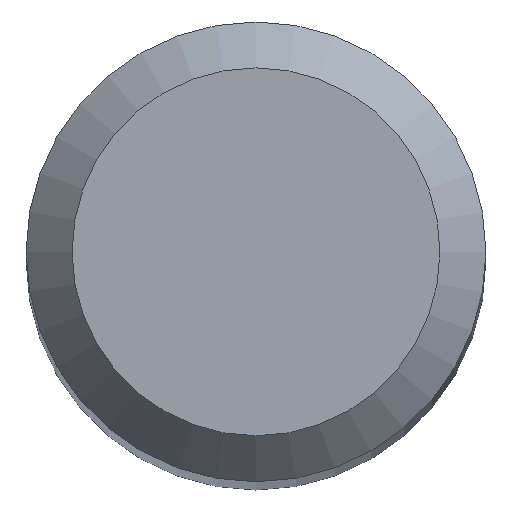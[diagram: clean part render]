
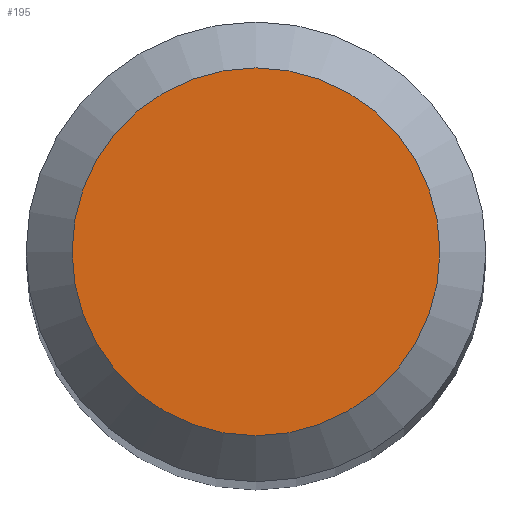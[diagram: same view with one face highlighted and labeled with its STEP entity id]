
A CAD part, top view. The second image highlights one B-rep face of the part: STEP entity #195.
In plain terms, the highlighted planar face has unit normal (0, 0, 1).
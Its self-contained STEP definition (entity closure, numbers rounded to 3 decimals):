
#19 = CARTESIAN_POINT ( 'NONE',  ( 0., 0., 38. ) ) ;
#51 = EDGE_CURVE ( 'NONE', #218, #218, #219, .T. ) ;
#68 = CARTESIAN_POINT ( 'NONE',  ( 0., 0., 38. ) ) ;
#69 = FACE_OUTER_BOUND ( 'NONE', #176, .T. ) ;
#111 = DIRECTION ( 'NONE',  ( -1., 0., 0. ) ) ;
#113 = DIRECTION ( 'NONE',  ( 0., 0., -1. ) ) ;
#156 = ORIENTED_EDGE ( 'NONE', *, *, #51, .F. ) ;
#163 = PLANE ( 'NONE',  #231 ) ;
#164 = AXIS2_PLACEMENT_3D ( 'NONE', #68, #113, #186 ) ;
#176 = EDGE_LOOP ( 'NONE', ( #156 ) ) ;
#186 = DIRECTION ( 'NONE',  ( -1., 0., 0. ) ) ;
#195 = ADVANCED_FACE ( 'NONE', ( #69 ), #163, .F. ) ;
#218 = VERTEX_POINT ( 'NONE', #268 ) ;
#219 = CIRCLE ( 'NONE', #164, 1.2 ) ;
#231 = AXIS2_PLACEMENT_3D ( 'NONE', #19, #264, #111 ) ;
#264 = DIRECTION ( 'NONE',  ( 0., 0., -1. ) ) ;
#268 = CARTESIAN_POINT ( 'NONE',  ( -1.2, 0., 38. ) ) ;
